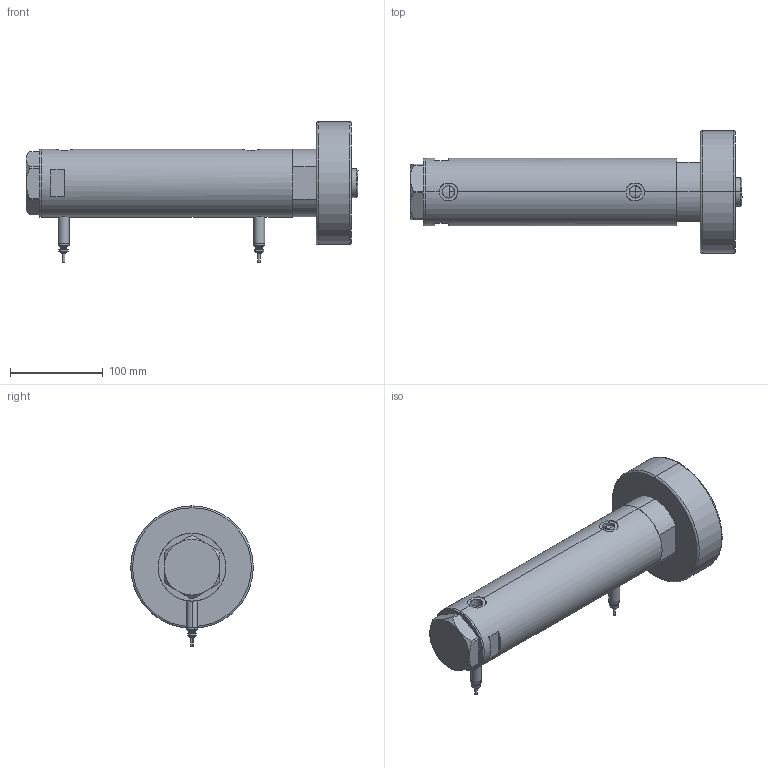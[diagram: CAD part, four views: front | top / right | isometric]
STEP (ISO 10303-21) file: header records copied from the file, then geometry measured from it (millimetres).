
FILE_DESCRIPTION (( 'STEP AP203' ), '1' );
FILE_NAME ('4921.STEP', '2025-01-24T07:26:23', ( '' ), ( '' ), 'SwSTEP 2.0', 'SolidWorks 2019', '' );
FILE_SCHEMA (( 'CONFIG_CONTROL_DESIGN' ));
Length unit declared in the file: millimetre
Products named in the file (7): V270CG_271C c936328b3374614aa2351b638f99c0ef; V270CG_BACK c936328b3374614aa2351b638f99c0ef; Switch c936328b3374614aa2351b638f99c0ef; V270CG_FRONT c936328b3374614aa2351b638f99c0ef; 4921; V270CG_MIDDLE c936328b3374614aa2351b638f99c0ef; V270CG_VC c936328b3374614aa2351b638f99c0ef
Assembly tree (7 placements, depth 2):
  4921
    V270CG_MIDDLE c936328b3374614aa2351b638f99c0ef
    V270CG_BACK c936328b3374614aa2351b638f99c0ef
    V270CG_FRONT c936328b3374614aa2351b638f99c0ef
    V270CG_VC c936328b3374614aa2351b638f99c0ef
    V270CG_271C c936328b3374614aa2351b638f99c0ef
    Switch c936328b3374614aa2351b638f99c0ef  x2
Bounding box: 357.5 x 132 x 151 mm (x, y, z)
Volume: 1664878 mm3; surface area: 245333.7 mm2
Topology: 7 solids, 7 shells, 222 faces, 485 edges, 295 vertices
Faces by surface type: plane 79, cylinder 75, cone 40, torus 28
Entity records: 6294 total; most frequent: CARTESIAN_POINT 1584, DIRECTION 889, ORIENTED_EDGE 778, EDGE_CURVE 389, AXIS2_PLACEMENT_3D 376, VERTEX_POINT 239, EDGE_LOOP 200, CIRCLE 190
